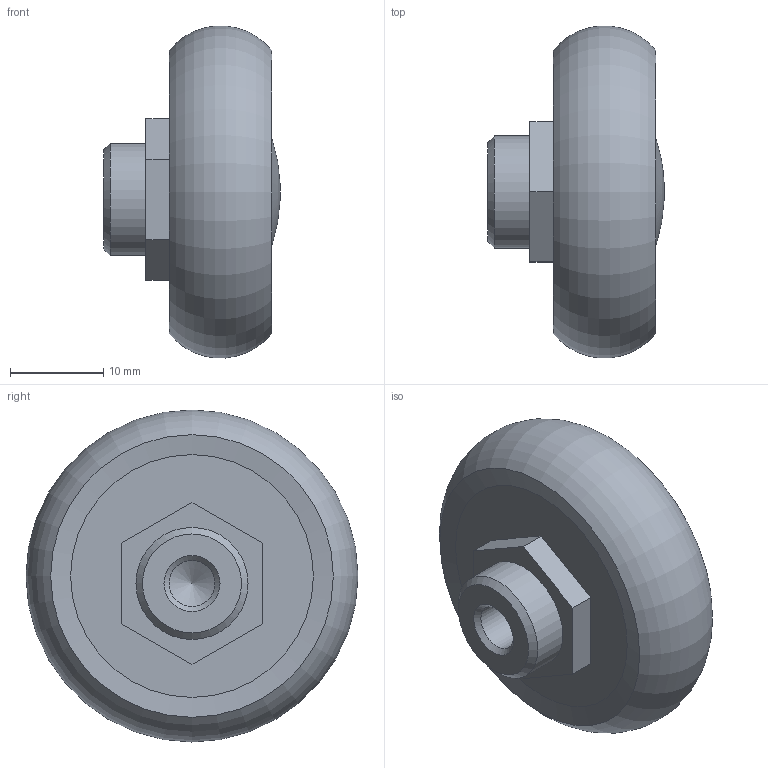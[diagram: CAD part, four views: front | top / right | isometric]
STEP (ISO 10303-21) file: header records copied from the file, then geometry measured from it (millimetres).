
FILE_DESCRIPTION(/* description */ ('STEP AP214'),/* implementation_level */ '2;1');
FILE_NAME(/* name */ 'CRPA43-2Z',/* time_stamp */ '2024-08-06T11:33:37+02:00',/* author */ ('License CC BY-ND 4.0'),/* organization */ ('CADENAS'),/* preprocessor_version */ 'ST-DEVELOPER v19.3',/* originating_system */ 'PARTsolutions',/* authorisation */ ' ');
FILE_SCHEMA (('AUTOMOTIVE_DESIGN {1 0 10303 214 3 1 1}'));
Length unit declared in the file: millimetre
Products named in the file (1): CRPA43-2Z
Bounding box: 18.89 x 35.56 x 35.56 mm (x, y, z)
Volume: 10489.1 mm3; surface area: 3349.5 mm2
Topology: 1 solids, 1 shells, 23 faces, 48 edges, 30 vertices
Faces by surface type: plane 11, cone 7, sphere 2, cylinder 2, torus 1
Full cylindrical faces by diameter (mm): 4.917 x1, 12 x1
Entity records: 556 total; most frequent: DIRECTION 96, CARTESIAN_POINT 85, ORIENTED_EDGE 66, FACE_BOUND 39, AXIS2_PLACEMENT_3D 39, EDGE_LOOP 38, EDGE_CURVE 33, VERTEX_POINT 28
